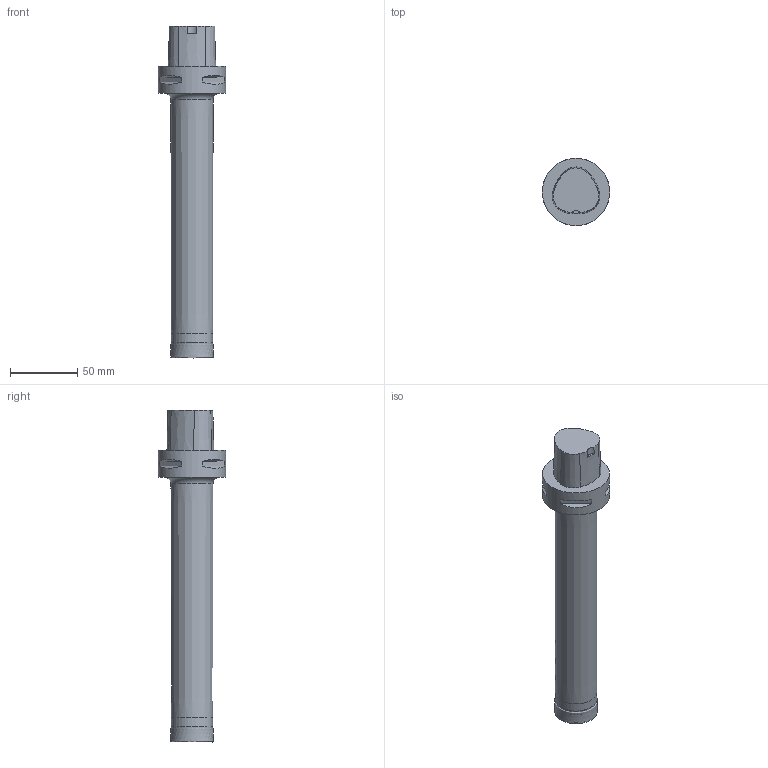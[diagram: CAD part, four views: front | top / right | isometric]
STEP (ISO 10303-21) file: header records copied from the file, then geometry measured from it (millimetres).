
FILE_DESCRIPTION(/* description */ (''),/* implementation_level */ '2;1');
FILE_NAME(/* name */ '1590574679913.stp',/* time_stamp */ '2020-05-27T15:48:28+05:00',/* author */ (''),/* organization */ ('SMS'),/* preprocessor_version */ 'ST-DEVELOPER v16.7',/* originating_system */ 'SIEMENS PLM Software NX 12.0',/* authorisation */ '');
FILE_SCHEMA (('AUTOMOTIVE_DESIGN { 1 0 10303 214 3 1 1 1 }'));
Length unit declared in the file: millimetre
Products named in the file (4): ASSEMBLY_CONSTRUCTION; 202220500mod000_00; 203011768mod000_00; 203011770mod000_00
Assembly tree (3 placements, depth 2):
  203011770mod000_00
    203011768mod000_00
    202220500mod000_00
    ASSEMBLY_CONSTRUCTION
Bounding box: 50 x 50 x 247 mm (x, y, z)
Volume: 220357.9 mm3; surface area: 32049.6 mm2
Topology: 2 solids, 2 shells, 47 faces, 102 edges, 75 vertices
Faces by surface type: plane 20, cone 13, torus 10, cylinder 3, bspline 1
Full cylindrical faces by diameter (mm): 30.87 x1, 50 x1
Entity records: 6824 total; most frequent: CARTESIAN_POINT 5697, DIRECTION 234, ORIENTED_EDGE 144, AXIS2_PLACEMENT_3D 106, EDGE_LOOP 74, EDGE_CURVE 72, VERTEX_POINT 57, FACE_BOUND 53
